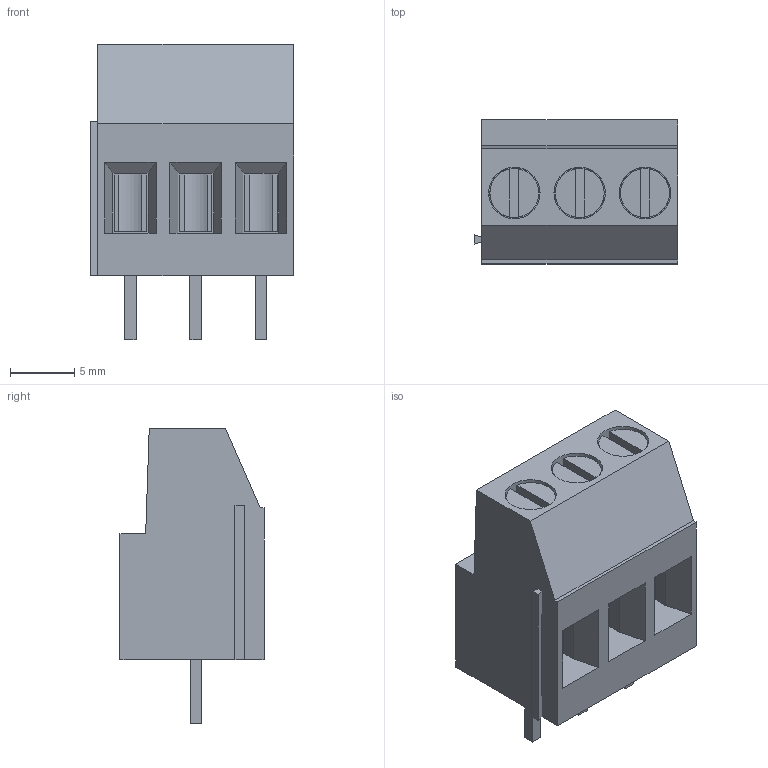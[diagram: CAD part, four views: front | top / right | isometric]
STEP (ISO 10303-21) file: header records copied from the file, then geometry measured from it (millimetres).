
FILE_DESCRIPTION(/* description */ ('model of TerminalBlock_Phoenix_MKDS-3-3-5.08_1x03_P5.08mm_Horizontal'),/* implementation_level */ '2;1');
FILE_NAME(/* name */ 'TerminalBlock_Phoenix_MKDS-3-3-5.08_1x03_P5.08mm_Horizontal.step',/* time_stamp */ '1970-01-01T00:00:00',/* author */ ('KiCAD','kicad'),/* organization */ ('OCCT'),/* preprocessor_version */ '',/* originating_system */ 'KiCAD',/* authorisation */ '');
FILE_SCHEMA(('AUTOMOTIVE_DESIGN { 1 0 10303 214 1 1 1 1 }'));
Length unit declared in the file: millimetre
Products named in the file (1): TerminalBlock_Phoenix_MKDS-3-3-5.08_1x03_P5.08mm_Horizontal
Bounding box: 15.81 x 11.2 x 23 mm (x, y, z)
Volume: 2282.9 mm3; surface area: 2524.5 mm2
Topology: 1 solids, 1 shells, 135 faces, 345 edges, 218 vertices
Faces by surface type: plane 120, bspline 9, cylinder 6
Full cylindrical faces by diameter (mm): 3.8 x3, 4 x3
Entity records: 2582 total; most frequent: ORIENTED_EDGE 557, EDGE_CURVE 345, CARTESIAN_POINT 343, LINE 229, VERTEX_POINT 218, FACE_BOUND 147, EDGE_LOOP 147, ADVANCED_FACE 135
